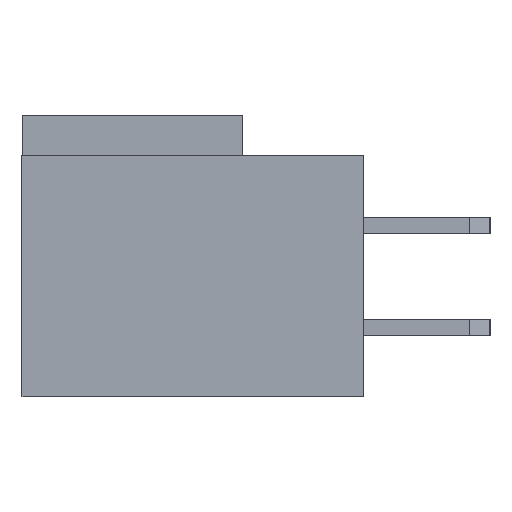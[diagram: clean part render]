
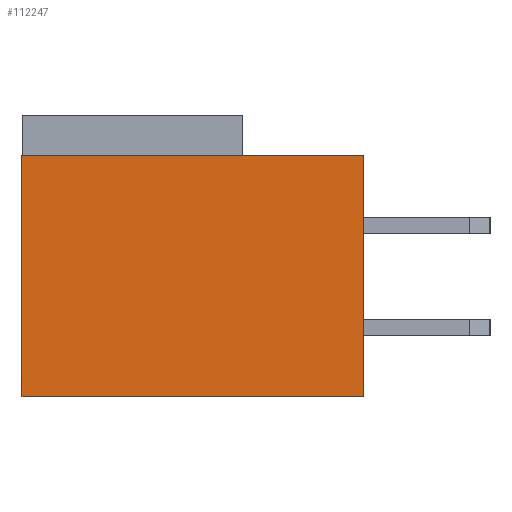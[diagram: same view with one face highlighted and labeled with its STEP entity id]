
A CAD part, left-side view. The second image highlights one B-rep face of the part: STEP entity #112247.
In plain terms, the highlighted planar face has unit normal (-1, 0, 0).
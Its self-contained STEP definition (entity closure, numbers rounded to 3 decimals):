
#35=CARTESIAN_POINT('',(-0.075,0.,-4.25));
#36=VERTEX_POINT('',#35);
#48=CARTESIAN_POINT('',(-0.075,8.5,-4.25));
#49=VERTEX_POINT('',#48);
#50=CARTESIAN_POINT('',(-0.075,8.5,-4.25));
#51=CARTESIAN_POINT('',(-0.075,6.8,-4.25));
#52=CARTESIAN_POINT('',(-0.075,5.1,-4.25));
#53=CARTESIAN_POINT('',(-0.075,3.4,-4.25));
#54=CARTESIAN_POINT('',(-0.075,1.7,-4.25));
#55=CARTESIAN_POINT('',(-0.075,0.,-4.25));
#56=B_SPLINE_CURVE_WITH_KNOTS('',5,(#50,#51,#52,#53,#54,#55),.UNSPECIFIED.,.F.,.U.,(6,6),(0.,8.5),.UNSPECIFIED.);
#57=EDGE_CURVE('',#49,#36,#56,.T.);
#133=CARTESIAN_POINT('',(-0.075,8.5,1.75));
#134=VERTEX_POINT('',#133);
#144=CARTESIAN_POINT('',(-0.075,0.,1.75));
#145=VERTEX_POINT('',#144);
#146=CARTESIAN_POINT('',(-0.075,0.,1.75));
#147=CARTESIAN_POINT('',(-0.075,1.7,1.75));
#148=CARTESIAN_POINT('',(-0.075,3.4,1.75));
#149=CARTESIAN_POINT('',(-0.075,5.1,1.75));
#150=CARTESIAN_POINT('',(-0.075,6.8,1.75));
#151=CARTESIAN_POINT('',(-0.075,8.5,1.75));
#152=B_SPLINE_CURVE_WITH_KNOTS('',5,(#146,#147,#148,#149,#150,#151),.UNSPECIFIED.,.F.,.U.,(6,6),(0.,8.5),.UNSPECIFIED.);
#153=EDGE_CURVE('',#145,#134,#152,.T.);
#193=CARTESIAN_POINT('',(-0.075,8.5,1.75));
#194=CARTESIAN_POINT('',(-0.075,8.5,0.55));
#195=CARTESIAN_POINT('',(-0.075,8.5,-0.65));
#196=CARTESIAN_POINT('',(-0.075,8.5,-1.85));
#197=CARTESIAN_POINT('',(-0.075,8.5,-3.05));
#198=CARTESIAN_POINT('',(-0.075,8.5,-4.25));
#199=B_SPLINE_CURVE_WITH_KNOTS('',5,(#193,#194,#195,#196,#197,#198),.UNSPECIFIED.,.F.,.U.,(6,6),(0.,6.),.UNSPECIFIED.);
#200=EDGE_CURVE('',#134,#49,#199,.T.);
#112209=CARTESIAN_POINT('',(-0.075,4.25,-1.25));
#112210=DIRECTION('',(0.,0.,1.));
#112211=DIRECTION('',(-1.,0.,0.));
#112212=AXIS2_PLACEMENT_3D('',#112209,#112211,#112210);
#112213=PLANE('',#112212);
#112214=ORIENTED_EDGE('',*,*,#200,.T.);
#112215=ORIENTED_EDGE('',*,*,#57,.T.);
#112216=CARTESIAN_POINT('',(-0.075,0.,-3.175));
#112217=VERTEX_POINT('',#112216);
#112218=CARTESIAN_POINT('',(-0.075,0.,-3.175));
#112219=CARTESIAN_POINT('',(-0.075,0.,-3.39));
#112220=CARTESIAN_POINT('',(-0.075,0.,-3.605));
#112221=CARTESIAN_POINT('',(-0.075,0.,-3.82));
#112222=CARTESIAN_POINT('',(-0.075,0.,-4.035));
#112223=CARTESIAN_POINT('',(-0.075,0.,-4.25));
#112224=B_SPLINE_CURVE_WITH_KNOTS('',5,(#112218,#112219,#112220,#112221,#112222,#112223),.UNSPECIFIED.,.F.,.U.,(6,6),(0.,1.075),.UNSPECIFIED.);
#112225=EDGE_CURVE('',#112217,#36,#112224,.T.);
#112226=ORIENTED_EDGE('',*,*,#112225,.F.);
#112227=CARTESIAN_POINT('',(-0.075,0.,0.675));
#112228=VERTEX_POINT('',#112227);
#112229=CARTESIAN_POINT('',(-0.075,0.,0.675));
#112230=DIRECTION('',(0.,0.,-1.));
#112231=VECTOR('',#112230,3.85);
#112232=LINE('',#112229,#112231);
#112233=EDGE_CURVE('',#112228,#112217,#112232,.T.);
#112234=ORIENTED_EDGE('',*,*,#112233,.F.);
#112235=CARTESIAN_POINT('',(-0.075,0.,0.675));
#112236=CARTESIAN_POINT('',(-0.075,0.,0.89));
#112237=CARTESIAN_POINT('',(-0.075,0.,1.105));
#112238=CARTESIAN_POINT('',(-0.075,0.,1.32));
#112239=CARTESIAN_POINT('',(-0.075,0.,1.535));
#112240=CARTESIAN_POINT('',(-0.075,0.,1.75));
#112241=B_SPLINE_CURVE_WITH_KNOTS('',5,(#112235,#112236,#112237,#112238,#112239,#112240),.UNSPECIFIED.,.F.,.U.,(6,6),(0.,1.075),.UNSPECIFIED.);
#112242=EDGE_CURVE('',#112228,#145,#112241,.T.);
#112243=ORIENTED_EDGE('',*,*,#112242,.T.);
#112244=ORIENTED_EDGE('',*,*,#153,.T.);
#112245=EDGE_LOOP('',(#112214,#112215,#112226,#112234,#112243,#112244));
#112246=FACE_OUTER_BOUND('',#112245,.T.);
#112247=ADVANCED_FACE('',(#112246),#112213,.T.);
